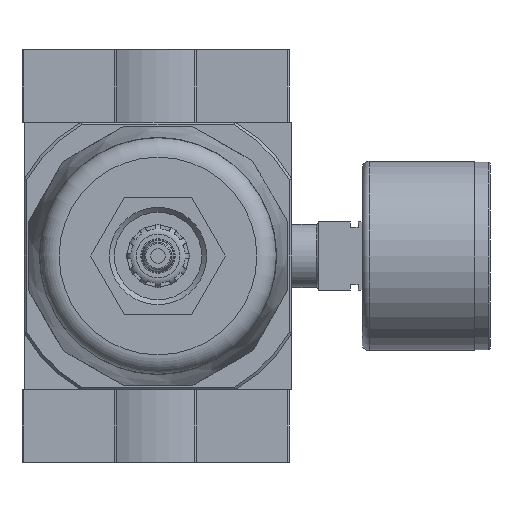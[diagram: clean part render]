
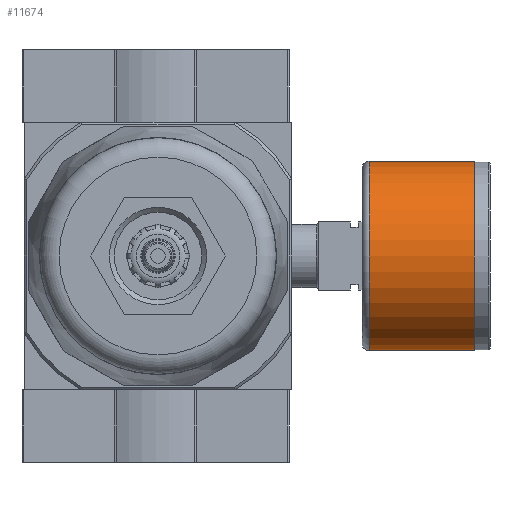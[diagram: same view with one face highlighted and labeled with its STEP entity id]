
A CAD part, front view. The second image highlights one B-rep face of the part: STEP entity #11674.
In plain terms, the highlighted cylindrical face has radius 19.5 mm (diameter 39 mm), a full revolution.
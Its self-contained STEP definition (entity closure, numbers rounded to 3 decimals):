
#1972=CIRCLE('',#12571,19.5);
#1973=CIRCLE('',#12573,19.5);
#3841=ORIENTED_EDGE('',*,*,#5754,.F.);
#3842=ORIENTED_EDGE('',*,*,#5755,.T.);
#5754=EDGE_CURVE('',#6854,#6854,#1972,.T.);
#5755=EDGE_CURVE('',#6855,#6855,#1973,.T.);
#6854=VERTEX_POINT('',#18513);
#6855=VERTEX_POINT('',#18516);
#7891=EDGE_LOOP('',(#3841));
#7892=EDGE_LOOP('',(#3842));
#8645=FACE_BOUND('',#7891,.T.);
#8646=FACE_BOUND('',#7892,.T.);
#9062=CYLINDRICAL_SURFACE('',#12572,19.5);
#11674=ADVANCED_FACE('',(#8645,#8646),#9062,.T.);
#12571=AXIS2_PLACEMENT_3D('',#18512,#14612,#14613);
#12572=AXIS2_PLACEMENT_3D('',#18514,#14614,#14615);
#12573=AXIS2_PLACEMENT_3D('',#18515,#14616,#14617);
#14612=DIRECTION('',(1.,0.,0.));
#14613=DIRECTION('',(0.,0.,-1.));
#14614=DIRECTION('',(1.,0.,0.));
#14615=DIRECTION('',(0.,0.,-1.));
#14616=DIRECTION('',(1.,0.,0.));
#14617=DIRECTION('',(0.,0.,-1.));
#18512=CARTESIAN_POINT('',(-3.2,0.,0.));
#18513=CARTESIAN_POINT('',(-3.2,0.,-19.5));
#18514=CARTESIAN_POINT('',(0.,0.,0.));
#18515=CARTESIAN_POINT('',(-24.85,0.,0.));
#18516=CARTESIAN_POINT('',(-24.85,0.,-19.5));
